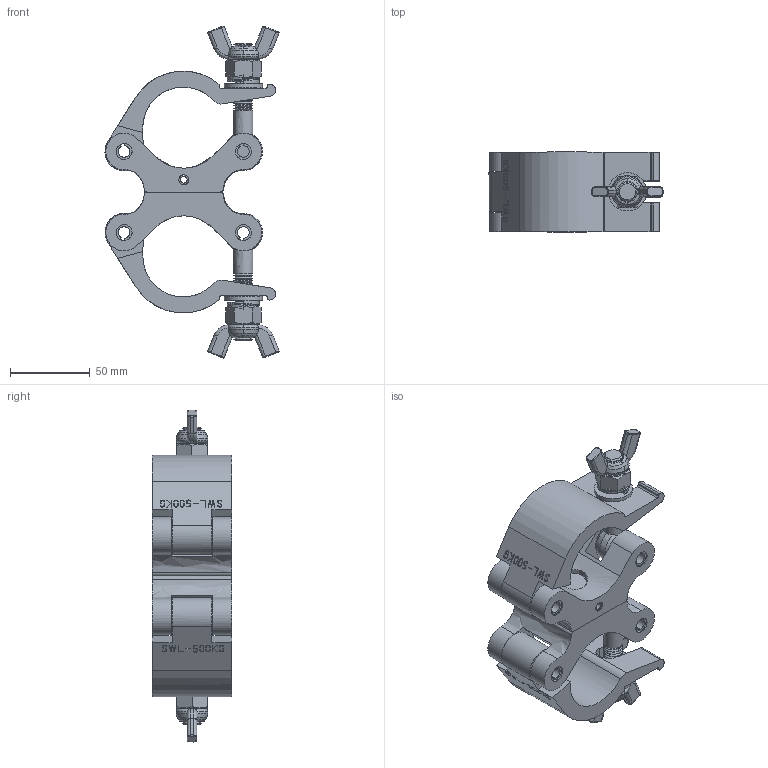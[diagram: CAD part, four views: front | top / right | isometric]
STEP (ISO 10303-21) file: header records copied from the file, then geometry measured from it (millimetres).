
FILE_DESCRIPTION(/* description */ (''),/* implementation_level */ '2;1');
FILE_NAME(/* name */ 'RI34DC~1',/* time_stamp */ '2021-11-03T09:48:38+08:00',/* author */ (''),/* organization */ (''),/* preprocessor_version */ 'ST-DEVELOPER v16.5',/* originating_system */ '',/* authorisation */ '');
FILE_SCHEMA (('AUTOMOTIVE_DESIGN'));
Length unit declared in the file: millimetre
Products named in the file (1): Document
Bounding box: 109.31 x 50 x 208.57 mm (x, y, z)
Volume: 287411.7 mm3; surface area: 107356.5 mm2
Topology: 19 solids, 23 shells, 877 faces, 2119 edges, 1284 vertices
Faces by surface type: bspline 598, plane 279
Entity records: 34378 total; most frequent: CARTESIAN_POINT 21840, ORIENTED_EDGE 4127, EDGE_CURVE 2080, VERTEX_POINT 1270, B_SPLINE_CURVE_WITH_KNOTS 1236, EDGE_LOOP 928, ADVANCED_FACE 857, FACE_OUTER_BOUND 857
